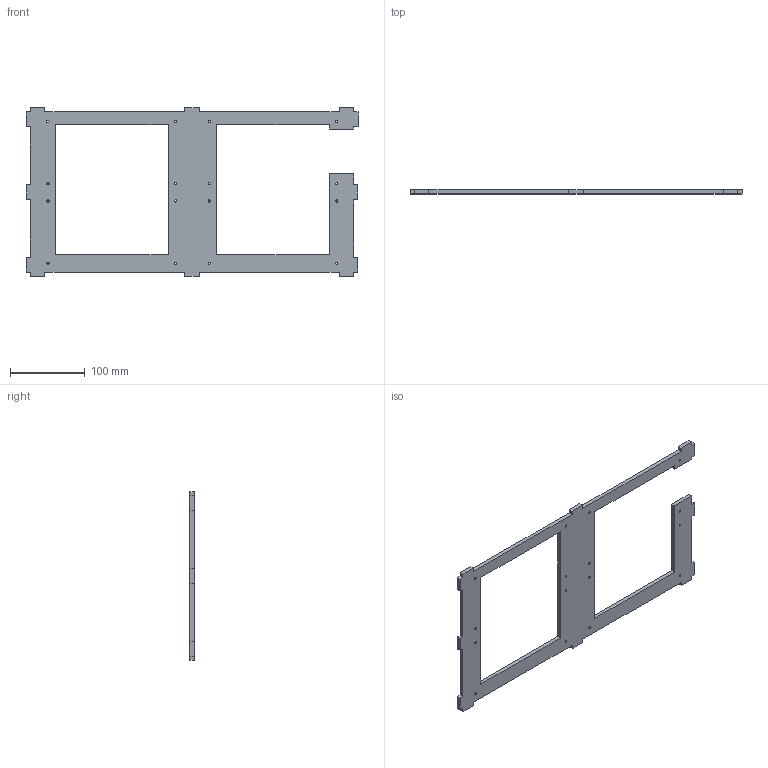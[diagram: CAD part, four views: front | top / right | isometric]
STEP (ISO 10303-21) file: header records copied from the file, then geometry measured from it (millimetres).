
FILE_DESCRIPTION(/* description */ ('','CAx-IF Rec.Pracs.---Representation and Presentation of Product Manufacturing Information (PMI)---4.0---2014-10-13'),/* implementation_level */ '2;1');
FILE_NAME(/* name */ 'acrylic_inner_after_post_v8.step',/* time_stamp */ '2024-12-19T14:12:01-05:00',/* author */ (''),/* organization */ (''),/* preprocessor_version */ 'ST-DEVELOPER v20',/* originating_system */ 'Autodesk Translation Framework v13.20.0.188',/* authorisation */ '');
FILE_SCHEMA (('AP242_MANAGED_MODEL_BASED_3D_ENGINEERING_MIM_LF { 1 0 10303 442 1 1 4 }'));
Length unit declared in the file: millimetre
Products named in the file (1): acrylic_inner_after_post
Bounding box: 444.6 x 5.4 x 225.53 mm (x, y, z)
Volume: 213940.8 mm3; surface area: 94497.5 mm2
Topology: 1 solids, 1 shells, 75 faces, 219 edges, 146 vertices
Faces by surface type: plane 59, cylinder 16
Full cylindrical faces by diameter (mm): 3 x16
Entity records: 2573 total; most frequent: CARTESIAN_POINT 441, ORIENTED_EDGE 438, DIRECTION 403, EDGE_CURVE 219, LINE 187, VECTOR 187, VERTEX_POINT 146, EDGE_LOOP 109
